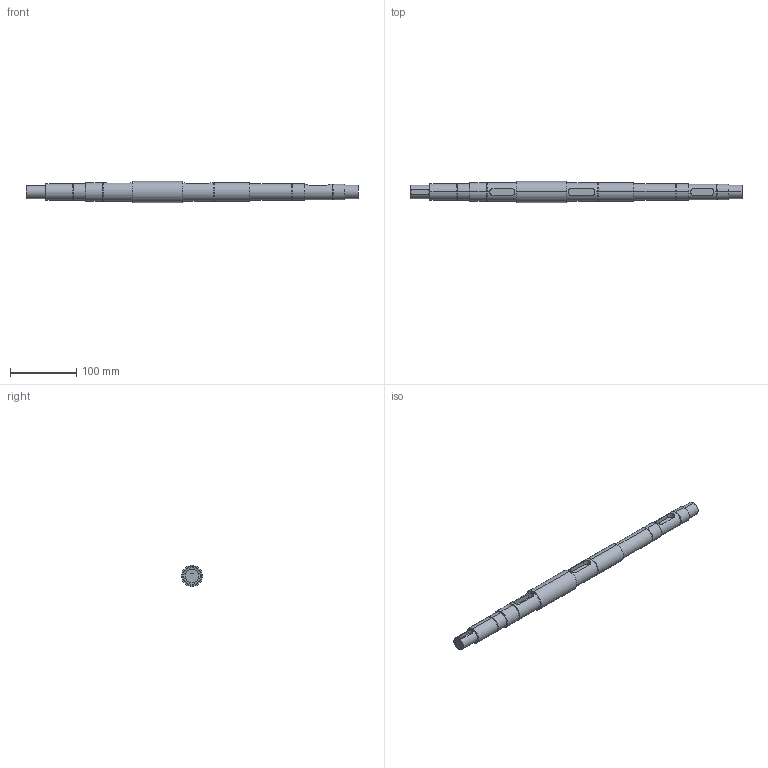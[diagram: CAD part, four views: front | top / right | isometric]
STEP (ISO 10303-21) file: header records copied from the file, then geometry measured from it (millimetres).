
FILE_DESCRIPTION (( 'STEP AP203' ), '1' );
FILE_NAME ('shaft1.STEP', '2022-12-31T18:27:23', ( '' ), ( '' ), 'SwSTEP 2.0', 'SolidWorks 2021', '' );
FILE_SCHEMA (( 'CONFIG_CONTROL_DESIGN' ));
Length unit declared in the file: millimetre
Products named in the file (1): shaft1
Bounding box: 500 x 32 x 32 mm (x, y, z)
Volume: 266136.9 mm3; surface area: 46432 mm2
Topology: 1 solids, 1 shells, 79 faces, 176 edges, 116 vertices
Faces by surface type: cylinder 48, plane 31
Entity records: 2583 total; most frequent: CARTESIAN_POINT 688, DIRECTION 404, ORIENTED_EDGE 352, EDGE_CURVE 176, AXIS2_PLACEMENT_3D 164, VERTEX_POINT 116, EDGE_LOOP 96, CIRCLE 84
